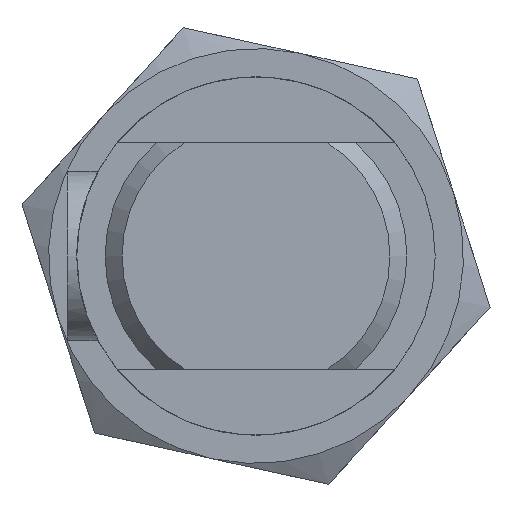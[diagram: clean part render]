
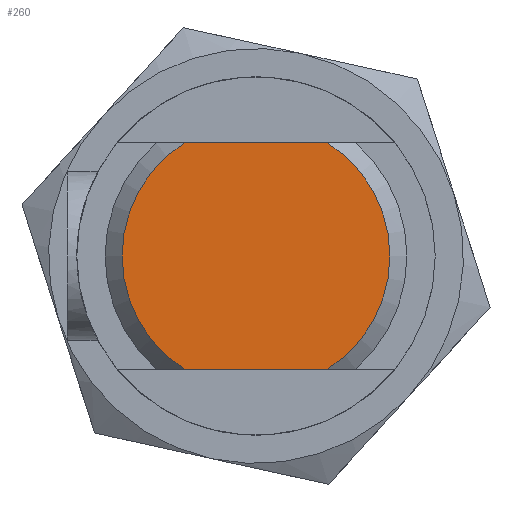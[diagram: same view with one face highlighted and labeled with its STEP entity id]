
A CAD part, front view. The second image highlights one B-rep face of the part: STEP entity #260.
In plain terms, the highlighted planar face has unit normal (0, -1, 0).
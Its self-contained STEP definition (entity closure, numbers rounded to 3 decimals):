
#88=CARTESIAN_POINT('',(3.796,0.,-6.));
#89=VERTEX_POINT('',#88);
#114=CARTESIAN_POINT('',(3.796,0.,6.));
#115=VERTEX_POINT('',#114);
#129=CARTESIAN_POINT('',(0.0,0.0,0.0));
#130=DIRECTION('',(0.0,1.0,0.0));
#131=DIRECTION('',(1.0,0.0,0.0));
#132=AXIS2_PLACEMENT_3D('',#129,#130,#131);
#133=CIRCLE('',#132,7.1);
#134=EDGE_CURVE('',#115,#89,#133,.T.);
#145=CARTESIAN_POINT('',(-3.796,0.,-6.));
#146=VERTEX_POINT('',#145);
#147=CARTESIAN_POINT('',(-3.796,0.,-6.));
#148=DIRECTION('',(1.0,0.0,0.0));
#149=VECTOR('',#148,7.592);
#150=LINE('',#147,#149);
#151=EDGE_CURVE('',#146,#89,#150,.T.);
#236=CARTESIAN_POINT('',(-4.,0.,0.0));
#237=DIRECTION('',(0.0,-1.0,0.0));
#238=DIRECTION('',(0.0,0.0,-1.0));
#239=AXIS2_PLACEMENT_3D('',#236,#237,#238);
#240=PLANE('',#239);
#241=ORIENTED_EDGE('',*,*,#134,.F.);
#242=CARTESIAN_POINT('',(-3.796,0.,6.));
#243=VERTEX_POINT('',#242);
#244=CARTESIAN_POINT('',(3.796,0.,6.));
#245=DIRECTION('',(-1.0,0.0,0.0));
#246=VECTOR('',#245,7.592);
#247=LINE('',#244,#246);
#248=EDGE_CURVE('',#115,#243,#247,.T.);
#249=ORIENTED_EDGE('',*,*,#248,.T.);
#250=CARTESIAN_POINT('',(0.0,0.0,0.0));
#251=DIRECTION('',(0.0,1.0,0.0));
#252=DIRECTION('',(-1.0,0.0,0.0));
#253=AXIS2_PLACEMENT_3D('',#250,#251,#252);
#254=CIRCLE('',#253,7.1);
#255=EDGE_CURVE('',#146,#243,#254,.T.);
#256=ORIENTED_EDGE('',*,*,#255,.F.);
#257=ORIENTED_EDGE('',*,*,#151,.T.);
#258=EDGE_LOOP('',(#241,#249,#256,#257));
#259=FACE_OUTER_BOUND('',#258,.T.);
#260=ADVANCED_FACE('',(#259),#240,.T.);
